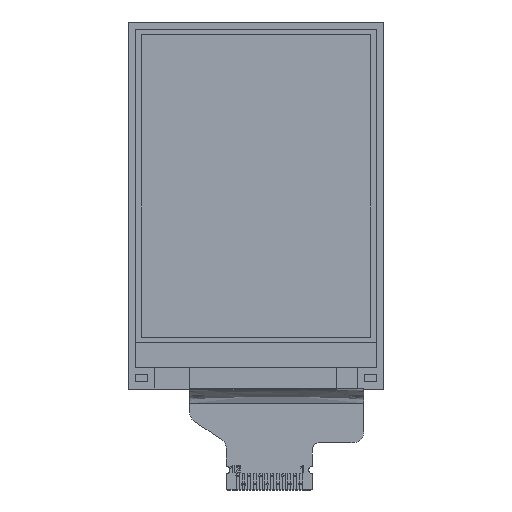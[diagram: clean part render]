
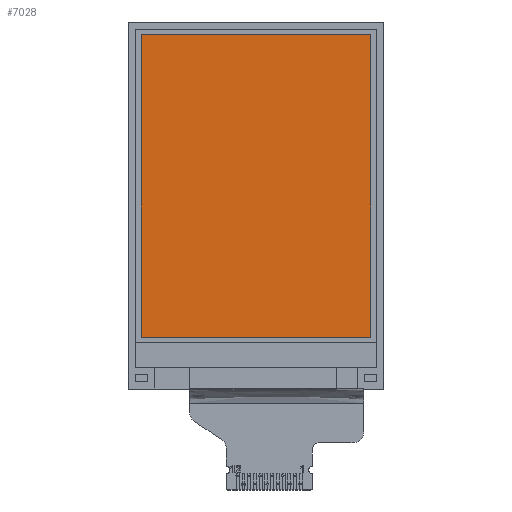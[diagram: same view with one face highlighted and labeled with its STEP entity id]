
A CAD part, top view. The second image highlights one B-rep face of the part: STEP entity #7028.
In plain terms, the highlighted planar face has unit normal (0, 0, 1).
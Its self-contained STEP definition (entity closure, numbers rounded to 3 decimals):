
#464=FACE_OUTER_BOUND('',#862,.T.);
#862=EDGE_LOOP('',(#4688,#4689,#4690,#4691));
#1298=LINE('',#9783,#2110);
#1301=LINE('',#9789,#2113);
#1304=LINE('',#9795,#2116);
#1307=LINE('',#9799,#2119);
#2110=VECTOR('',#7986,10.);
#2113=VECTOR('',#7991,10.);
#2116=VECTOR('',#7996,10.);
#2119=VECTOR('',#8001,10.);
#2918=VERTEX_POINT('',#9780);
#2919=VERTEX_POINT('',#9782);
#2921=VERTEX_POINT('',#9788);
#2923=VERTEX_POINT('',#9794);
#3618=EDGE_CURVE('',#2919,#2918,#1298,.T.);
#3621=EDGE_CURVE('',#2921,#2919,#1301,.T.);
#3624=EDGE_CURVE('',#2923,#2921,#1304,.T.);
#3627=EDGE_CURVE('',#2918,#2923,#1307,.T.);
#4688=ORIENTED_EDGE('',*,*,#3627,.T.);
#4689=ORIENTED_EDGE('',*,*,#3624,.T.);
#4690=ORIENTED_EDGE('',*,*,#3621,.T.);
#4691=ORIENTED_EDGE('',*,*,#3618,.T.);
#6746=PLANE('',#7475);
#7028=ADVANCED_FACE('',(#464),#6746,.T.);
#7475=AXIS2_PLACEMENT_3D('',#9800,#8002,#8003);
#7986=DIRECTION('',(0.,-1.,0.));
#7991=DIRECTION('',(-1.,0.,0.));
#7996=DIRECTION('',(0.,1.,0.));
#8001=DIRECTION('',(1.,0.,0.));
#8002=DIRECTION('center_axis',(0.,0.,1.));
#8003=DIRECTION('ref_axis',(1.,0.,0.));
#9780=CARTESIAN_POINT('',(1.8,7.25,0.));
#9782=CARTESIAN_POINT('',(1.8,49.45,0.));
#9783=CARTESIAN_POINT('',(1.8,17.8,0.));
#9788=CARTESIAN_POINT('',(33.9,49.45,0.));
#9789=CARTESIAN_POINT('',(9.825,49.45,0.));
#9794=CARTESIAN_POINT('',(33.9,7.25,0.));
#9795=CARTESIAN_POINT('',(33.9,38.9,0.));
#9799=CARTESIAN_POINT('',(25.875,7.25,0.));
#9800=CARTESIAN_POINT('Origin',(17.85,28.35,0.));
